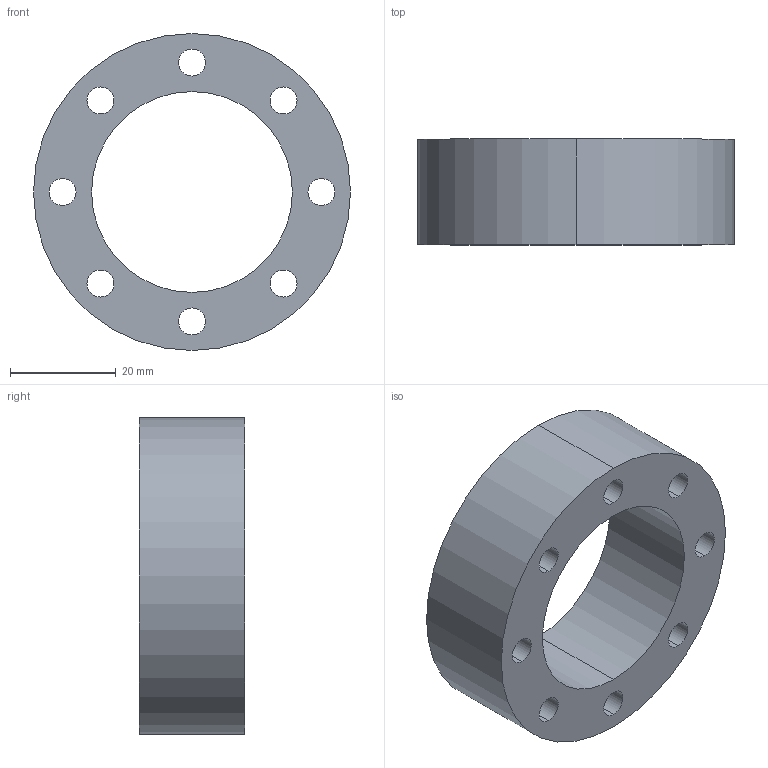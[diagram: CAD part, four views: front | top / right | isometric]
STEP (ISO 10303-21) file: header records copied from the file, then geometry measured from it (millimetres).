
FILE_DESCRIPTION (( 'STEP AP214' ), '1' );
FILE_NAME ('BaguePivot1.STEP', '2023-03-16T17:25:47', ( '' ), ( '' ), 'SwSTEP 2.0', 'SolidWorks 2020', '' );
FILE_SCHEMA (( 'AUTOMOTIVE_DESIGN' ));
Length unit declared in the file: millimetre
Products named in the file (1): BaguePivot1
Bounding box: 60 x 20 x 60 mm (x, y, z)
Volume: 29142.3 mm3; surface area: 12212.1 mm2
Topology: 1 solids, 1 shells, 46 faces, 108 edges, 72 vertices
Faces by surface type: cylinder 36, plane 10
Entity records: 1434 total; most frequent: DIRECTION 274, CARTESIAN_POINT 227, ORIENTED_EDGE 216, AXIS2_PLACEMENT_3D 119, EDGE_CURVE 108, VERTEX_POINT 72, CIRCLE 72, EDGE_LOOP 72
